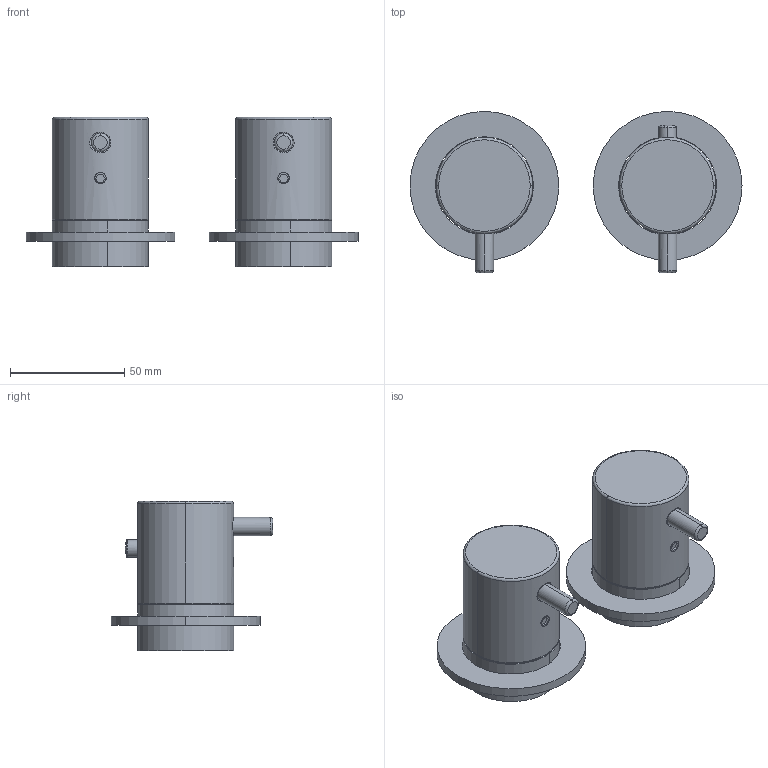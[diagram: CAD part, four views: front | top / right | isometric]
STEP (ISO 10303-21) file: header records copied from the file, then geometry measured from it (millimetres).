
FILE_DESCRIPTION (( 'STEP AP203' ), '1' );
FILE_NAME ('CO320LRV_STEP_v10524.STEP', '2024-05-15T12:33:45', ( '' ), ( '' ), 'SwSTEP 2.0', 'SolidWorks 2019', '' );
FILE_SCHEMA (( 'CONFIG_CONTROL_DESIGN' ));
Length unit declared in the file: millimetre
Products named in the file (5): VB_Shroud_VISUAL ONLY_v10524; Classic SHOWER handles_v10224_Classic Diverter; CO320LRV_STEP_v10524; COS_Mini Plates_v10224_65MM CLASSIC; Classic SHOWER handles_v10224_Classic Thermostatic
Assembly tree (6 placements, depth 2):
  CO320LRV_STEP_v10524
    COS_Mini Plates_v10224_65MM CLASSIC  x2
    VB_Shroud_VISUAL ONLY_v10524  x2
    Classic SHOWER handles_v10224_Classic Thermostatic
    Classic SHOWER handles_v10224_Classic Diverter
Bounding box: 145 x 70.5 x 65.2 mm (x, y, z)
Volume: 54097 mm3; surface area: 49984.9 mm2
Topology: 8 solids, 8 shells, 91 faces, 191 edges, 122 vertices
Faces by surface type: cylinder 40, plane 32, torus 14, bspline 4, sphere 1
Entity records: 3775 total; most frequent: CARTESIAN_POINT 1496, DIRECTION 380, ORIENTED_EDGE 328, EDGE_CURVE 164, AXIS2_PLACEMENT_3D 158, VERTEX_POINT 104, EDGE_LOOP 94, FACE_OUTER_BOUND 79
